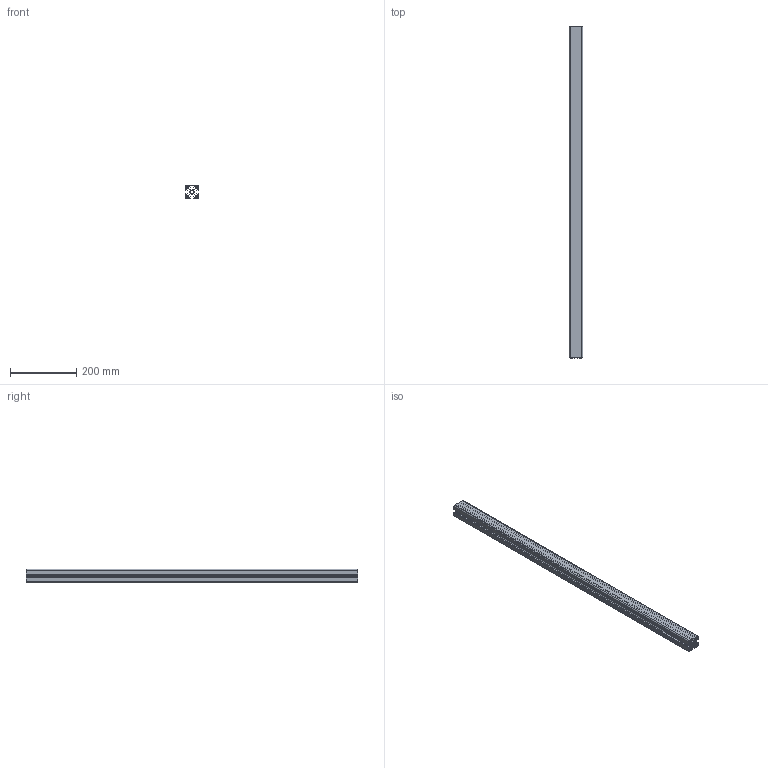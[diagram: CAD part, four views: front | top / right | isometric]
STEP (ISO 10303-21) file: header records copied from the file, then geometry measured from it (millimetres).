
FILE_DESCRIPTION((''),'2;1');
FILE_NAME('AR3722.stp','2017-05-15T15:37:09',('Konstruktor II'),(''),'Autodesk Inventor 2013','Autodesk Inventor 2013','');
FILE_SCHEMA(('AUTOMOTIVE_DESIGN { 1 0 10303 214 1 1 1 1 }'));
Length unit declared in the file: millimetre
Products named in the file (1): AR3722
Bounding box: 40 x 1000 x 40 mm (x, y, z)
Volume: 569146.6 mm3; surface area: 534708.4 mm2
Topology: 1 solids, 1 shells, 144 faces, 426 edges, 284 vertices
Faces by surface type: plane 120, cylinder 24
Entity records: 4808 total; most frequent: CARTESIAN_POINT 855, ORIENTED_EDGE 852, DIRECTION 764, EDGE_CURVE 426, VECTOR 378, LINE 378, VERTEX_POINT 284, AXIS2_PLACEMENT_3D 193
